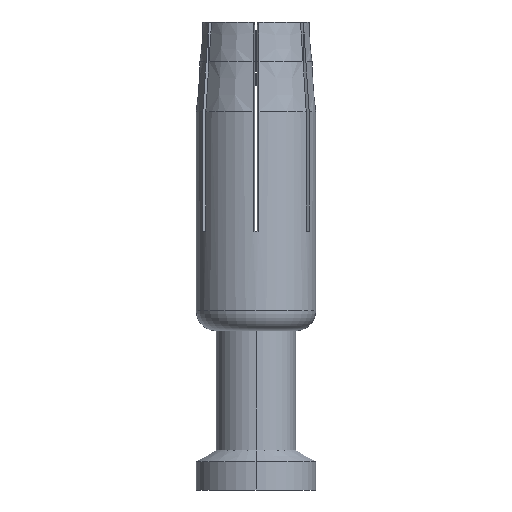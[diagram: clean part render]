
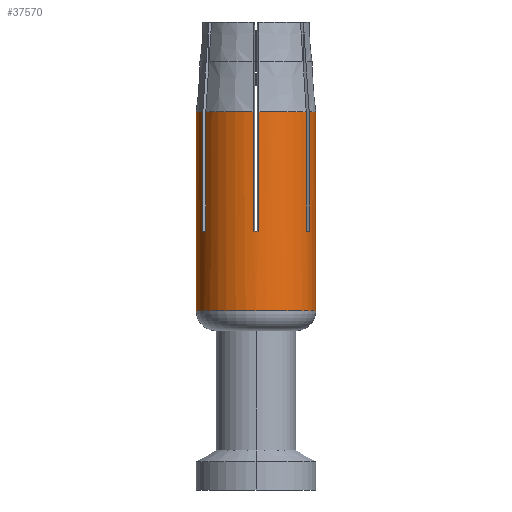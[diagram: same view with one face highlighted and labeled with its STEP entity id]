
A CAD part, front view. The second image highlights one B-rep face of the part: STEP entity #37570.
In plain terms, the highlighted cylindrical face has radius 3 mm (diameter 6 mm), a partial arc.
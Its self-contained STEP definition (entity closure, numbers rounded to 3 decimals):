
#1480=CARTESIAN_POINT('',(51.312,46.825,12.6));
#1490=DIRECTION('',(0.,0.,1.));
#1500=DIRECTION('',(-1.,0.,0.));
#1510=AXIS2_PLACEMENT_3D('',#1480,#1490,#1500);
#1520=CIRCLE('',#1510,3.);
#1530=CARTESIAN_POINT('',(54.312,46.825,12.6));
#1540=VERTEX_POINT('',#1530);
#1570=CARTESIAN_POINT('',(54.312,46.825,17.497));
#1580=DIRECTION('',(0.,0.,1.));
#1590=VECTOR('',#1580,1.);
#1600=LINE('',#1570,#1590);
#1610=CARTESIAN_POINT('',(54.312,46.825,22.6));
#1620=VERTEX_POINT('',#1610);
#1630=EDGE_CURVE('',#1540,#1620,#1600,.T.);
#1650=CARTESIAN_POINT('',(51.312,46.825,22.6));
#1660=DIRECTION('',(0.,0.,1.));
#1670=DIRECTION('',(1.,0.,0.));
#1680=AXIS2_PLACEMENT_3D('',#1650,#1660,#1670);
#1690=CIRCLE('',#1680,3.);
#1700=CARTESIAN_POINT('',(48.312,46.825,22.6));
#1710=VERTEX_POINT('',#1700);
#1740=CARTESIAN_POINT('',(48.312,46.825,17.497));
#1750=DIRECTION('',(0.,0.,1.));
#1760=VECTOR('',#1750,1.);
#1770=LINE('',#1740,#1760);
#1780=CARTESIAN_POINT('',(48.312,46.825,12.6));
#1790=VERTEX_POINT('',#1780);
#1800=EDGE_CURVE('',#1790,#1710,#1770,.T.);
#1820=CARTESIAN_POINT('',(51.312,46.825,12.6));
#1830=DIRECTION('',(0.,0.,1.));
#1840=DIRECTION('',(-1.,0.,0.));
#1850=AXIS2_PLACEMENT_3D('',#1820,#1830,#1840);
#1860=CIRCLE('',#1850,3.);
#1990=CARTESIAN_POINT('',(51.312,46.825,18.6));
#2000=DIRECTION('',(0.,0.,1.));
#2010=DIRECTION('',(0.,1.,0.));
#2020=AXIS2_PLACEMENT_3D('',#1990,#2000,#2010);
#2030=CIRCLE('',#2020,3.);
#6050=CARTESIAN_POINT('',(53.832,45.197,12.6));
#6060=VERTEX_POINT('',#6050);
#6090=CARTESIAN_POINT('',(53.832,45.197,
17.597));
#6100=DIRECTION('',(0.,0.,1.));
#6110=VECTOR('',#6100,1.);
#6120=LINE('',#6090,#6110);
#6130=CARTESIAN_POINT('',(53.832,45.197,18.6));
#6140=VERTEX_POINT('',#6130);
#6150=EDGE_CURVE('',#6060,#6140,#6120,.T.);
#6740=CARTESIAN_POINT('',(51.162,43.829,12.6));
#6750=VERTEX_POINT('',#6740);
#6780=CARTESIAN_POINT('',(51.162,43.829,
17.597));
#6790=DIRECTION('',(0.,0.,1.));
#6800=VECTOR('',#6790,1.);
#6810=LINE('',#6780,#6800);
#6820=CARTESIAN_POINT('',(51.162,43.829,18.6));
#6830=VERTEX_POINT('',#6820);
#6840=EDGE_CURVE('',#6750,#6830,#6810,.T.);
#7220=CARTESIAN_POINT('',(48.642,45.457,12.6));
#7230=VERTEX_POINT('',#7220);
#7260=CARTESIAN_POINT('',(48.642,45.457,
17.597));
#7270=DIRECTION('',(0.,0.,1.));
#7280=VECTOR('',#7270,1.);
#7290=LINE('',#7260,#7280);
#7300=CARTESIAN_POINT('',(48.642,45.457,18.6));
#7310=VERTEX_POINT('',#7300);
#7320=EDGE_CURVE('',#7230,#7310,#7290,.T.);
#18050=CARTESIAN_POINT('',(48.792,45.197,18.6));
#18060=VERTEX_POINT('',#18050);
#18090=CARTESIAN_POINT('',(48.792,45.197,
17.597));
#18100=DIRECTION('',(0.,0.,1.));
#18110=VECTOR('',#18100,1.);
#18120=LINE('',#18090,#18110);
#18130=CARTESIAN_POINT('',(48.792,45.197,
12.6));
#18140=VERTEX_POINT('',#18130);
#18150=EDGE_CURVE('',#18140,#18060,#18120,.T.);
#21690=CARTESIAN_POINT('',(51.462,43.829,18.6));
#21700=VERTEX_POINT('',#21690);
#21730=CARTESIAN_POINT('',(51.462,43.829,
17.597));
#21740=DIRECTION('',(0.,0.,1.));
#21750=VECTOR('',#21740,1.);
#21760=LINE('',#21730,#21750);
#21770=CARTESIAN_POINT('',(51.462,43.829,12.6));
#21780=VERTEX_POINT('',#21770);
#21790=EDGE_CURVE('',#21780,#21700,#21760,.T.);
#25000=CARTESIAN_POINT('',(53.982,45.457,18.6));
#25010=VERTEX_POINT('',#25000);
#25040=CARTESIAN_POINT('',(53.982,45.457,
17.597));
#25050=DIRECTION('',(0.,0.,1.));
#25060=VECTOR('',#25050,1.);
#25070=LINE('',#25040,#25060);
#25080=CARTESIAN_POINT('',(53.982,45.457,12.6));
#25090=VERTEX_POINT('',#25080);
#25100=EDGE_CURVE('',#25090,#25010,#25070,.T.);
#29700=EDGE_CURVE('',#7310,#18060,#2030,.T.);
#29780=EDGE_CURVE('',#6830,#21700,#2030,.T.);
#29930=EDGE_CURVE('',#6140,#25010,#2030,.T.);
#32040=EDGE_CURVE('',#1790,#7230,#1860,.T.);
#35150=CARTESIAN_POINT('',(51.312,46.825,12.6));
#35160=DIRECTION('',(0.,0.,1.));
#35170=DIRECTION('',(-1.,0.,0.));
#35180=AXIS2_PLACEMENT_3D('',#35150,#35160,#35170);
#35190=CIRCLE('',#35180,3.);
#35200=EDGE_CURVE('',#18140,#6750,#35190,.T.);
#35420=CARTESIAN_POINT('',(51.312,46.825,12.6));
#35430=DIRECTION('',(0.,0.,1.));
#35440=DIRECTION('',(-1.,0.,0.));
#35450=AXIS2_PLACEMENT_3D('',#35420,#35430,#35440);
#35460=CIRCLE('',#35450,3.);
#35470=EDGE_CURVE('',#21780,#6060,#35460,.T.);
#36650=EDGE_CURVE('',#25090,#1540,#1520,.T.);
#37330=CARTESIAN_POINT('',(51.312,46.825,17.497));
#37340=DIRECTION('',(0.,0.,1.));
#37350=DIRECTION('',(1.,0.,0.));
#37360=AXIS2_PLACEMENT_3D('',#37330,#37340,#37350);
#37370=CYLINDRICAL_SURFACE('',#37360,3.);
#37380=ORIENTED_EDGE('',*,*,#36650,.T.);
#37390=ORIENTED_EDGE('',*,*,#25100,.F.);
#37400=ORIENTED_EDGE('',*,*,#29930,.T.);
#37410=ORIENTED_EDGE('',*,*,#6150,.T.);
#37420=ORIENTED_EDGE('',*,*,#35470,.T.);
#37430=ORIENTED_EDGE('',*,*,#21790,.F.);
#37440=ORIENTED_EDGE('',*,*,#29780,.T.);
#37450=ORIENTED_EDGE('',*,*,#6840,.T.);
#37460=ORIENTED_EDGE('',*,*,#35200,.T.);
#37470=ORIENTED_EDGE('',*,*,#18150,.F.);
#37480=ORIENTED_EDGE('',*,*,#29700,.T.);
#37490=ORIENTED_EDGE('',*,*,#7320,.T.);
#37500=ORIENTED_EDGE('',*,*,#32040,.T.);
#37510=ORIENTED_EDGE('',*,*,#1800,.F.);
#37520=EDGE_CURVE('',#1710,#1620,#1690,.T.);
#37530=ORIENTED_EDGE('',*,*,#37520,.F.);
#37540=ORIENTED_EDGE('',*,*,#1630,.T.);
#37550=EDGE_LOOP('',(#37540,#37530,#37510,#37500,#37490,#37480,#37470,
#37460,#37450,#37440,#37430,#37420,#37410,#37400,#37390,#37380));
#37560=FACE_OUTER_BOUND('',#37550,.T.);
#37570=ADVANCED_FACE('',(#37560),#37370,.T.);
